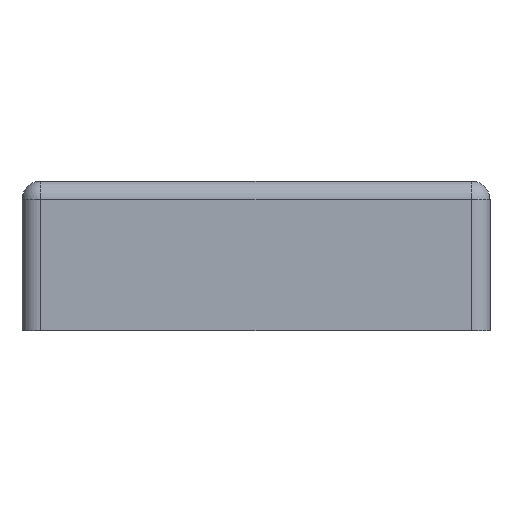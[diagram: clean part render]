
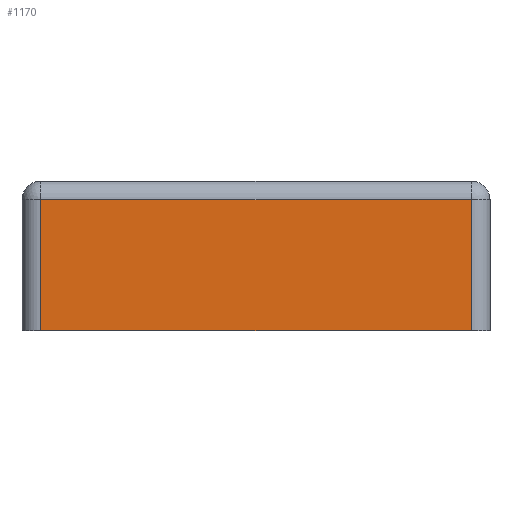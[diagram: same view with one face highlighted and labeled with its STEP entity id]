
A CAD part, left-side view. The second image highlights one B-rep face of the part: STEP entity #1170.
In plain terms, the highlighted planar face has unit normal (-1, 0, 0).
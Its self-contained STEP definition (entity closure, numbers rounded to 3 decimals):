
#69=PLANE('',#1328);
#126=FACE_OUTER_BOUND('',#202,.T.);
#202=EDGE_LOOP('',(#939,#940,#941,#942));
#255=LINE('',#2062,#325);
#285=LINE('',#2280,#355);
#286=LINE('',#2284,#356);
#287=LINE('',#2285,#357);
#325=VECTOR('',#1524,10.);
#355=VECTOR('',#1648,10.);
#356=VECTOR('',#1653,10.);
#357=VECTOR('',#1654,10.);
#517=VERTEX_POINT('',#2059);
#518=VERTEX_POINT('',#2061);
#550=VERTEX_POINT('',#2279);
#551=VERTEX_POINT('',#2283);
#640=EDGE_CURVE('',#517,#518,#255,.T.);
#699=EDGE_CURVE('',#518,#550,#285,.T.);
#701=EDGE_CURVE('',#551,#517,#286,.T.);
#702=EDGE_CURVE('',#550,#551,#287,.T.);
#939=ORIENTED_EDGE('',*,*,#640,.F.);
#940=ORIENTED_EDGE('',*,*,#701,.F.);
#941=ORIENTED_EDGE('',*,*,#702,.F.);
#942=ORIENTED_EDGE('',*,*,#699,.F.);
#1170=ADVANCED_FACE('',(#126),#69,.T.);
#1328=AXIS2_PLACEMENT_3D('',#2282,#1651,#1652);
#1524=DIRECTION('',(0.,-1.,0.));
#1648=DIRECTION('',(0.,0.,-1.));
#1651=DIRECTION('center_axis',(-1.,0.,0.));
#1652=DIRECTION('ref_axis',(0.,-1.,0.));
#1653=DIRECTION('',(0.,0.,1.));
#1654=DIRECTION('',(0.,1.,0.));
#2059=CARTESIAN_POINT('',(-25.,11.5,3.));
#2061=CARTESIAN_POINT('',(-25.,-11.5,3.));
#2062=CARTESIAN_POINT('',(-25.,6.25,3.));
#2279=CARTESIAN_POINT('',(-25.,-11.5,-4.));
#2280=CARTESIAN_POINT('',(-25.,-11.5,0.));
#2282=CARTESIAN_POINT('Origin',(-25.,12.5,0.));
#2283=CARTESIAN_POINT('',(-25.,11.5,-4.));
#2284=CARTESIAN_POINT('',(-25.,11.5,0.));
#2285=CARTESIAN_POINT('',(-25.,12.5,-4.));
